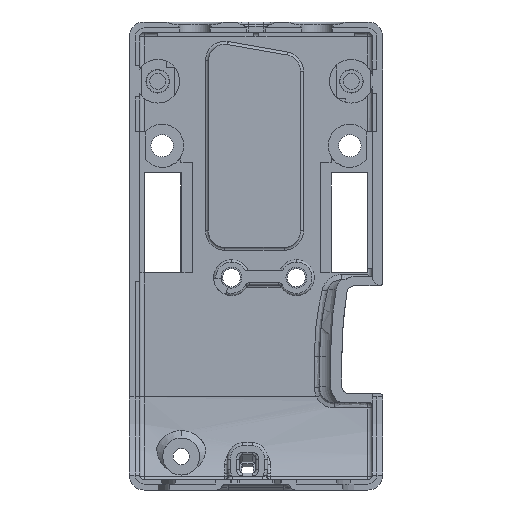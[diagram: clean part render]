
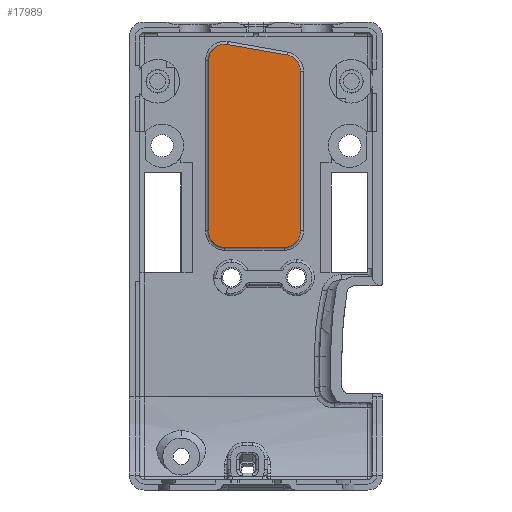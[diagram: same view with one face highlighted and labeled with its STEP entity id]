
A CAD part, front view. The second image highlights one B-rep face of the part: STEP entity #17989.
In plain terms, the highlighted planar face has unit normal (0, -1, 0).
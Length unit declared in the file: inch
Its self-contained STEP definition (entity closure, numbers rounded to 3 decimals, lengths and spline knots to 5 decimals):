
#226 = ORIENTED_EDGE ( 'NONE', *, *, #20949, .T. ) ;
#747 = PLANE ( 'NONE',  #12597 ) ;
#1270 = CARTESIAN_POINT ( 'NONE',  ( -0.20958, 0.28764, 1.61353 ) ) ;
#1420 = ORIENTED_EDGE ( 'NONE', *, *, #6544, .T. ) ;
#1621 = DIRECTION ( 'NONE',  ( 0., 0., -1. ) ) ;
#1843 = DIRECTION ( 'NONE',  ( 0., -1., 0. ) ) ;
#1927 = CARTESIAN_POINT ( 'NONE',  ( -0.20958, 0.28764, 2.75654 ) ) ;
#2008 = AXIS2_PLACEMENT_3D ( 'NONE', #19942, #13029, #7923 ) ;
#2113 = VECTOR ( 'NONE', #21427, 39.37008 ) ;
#2573 = CARTESIAN_POINT ( 'NONE',  ( -0.20958, 0.28764, 1.50353 ) ) ;
#2820 = LINE ( 'NONE', #3062, #15665 ) ;
#2957 = ORIENTED_EDGE ( 'NONE', *, *, #6387, .T. ) ;
#3062 = CARTESIAN_POINT ( 'NONE',  ( 0.00499, 0.28764, 2.83041 ) ) ;
#3099 = EDGE_CURVE ( 'NONE', #4023, #4986, #7550, .T. ) ;
#3597 = ORIENTED_EDGE ( 'NONE', *, *, #14886, .T. ) ;
#3838 = VERTEX_POINT ( 'NONE', #8880 ) ;
#4023 = VERTEX_POINT ( 'NONE', #4470 ) ;
#4197 = ORIENTED_EDGE ( 'NONE', *, *, #16075, .T. ) ;
#4228 = ORIENTED_EDGE ( 'NONE', *, *, #19552, .T. ) ;
#4470 = CARTESIAN_POINT ( 'NONE',  ( 0.29874, 0.28764, 2.68631 ) ) ;
#4986 = VERTEX_POINT ( 'NONE', #22147 ) ;
#5174 = LINE ( 'NONE', #19729, #19354 ) ;
#5712 = AXIS2_PLACEMENT_3D ( 'NONE', #22226, #13560, #10093 ) ;
#6233 = DIRECTION ( 'NONE',  ( 0., 0., -1. ) ) ;
#6387 = EDGE_CURVE ( 'NONE', #13445, #4023, #20209, .T. ) ;
#6396 = DIRECTION ( 'NONE',  ( 0., 0., -1. ) ) ;
#6544 = EDGE_CURVE ( 'NONE', #3838, #12030, #16865, .T. ) ;
#7550 = CIRCLE ( 'NONE', #5712, 0.11 ) ;
#7923 = DIRECTION ( 'NONE',  ( 0., 0., -1. ) ) ;
#8869 = DIRECTION ( 'NONE',  ( 0., 0., -1. ) ) ;
#8880 = CARTESIAN_POINT ( 'NONE',  ( -0.31958, 0.28764, 1.61353 ) ) ;
#8885 = VERTEX_POINT ( 'NONE', #20309 ) ;
#9085 = VERTEX_POINT ( 'NONE', #20662 ) ;
#9635 = DIRECTION ( 'NONE',  ( 1., 0., 0. ) ) ;
#9752 = FACE_OUTER_BOUND ( 'NONE', #22153, .T. ) ;
#10093 = DIRECTION ( 'NONE',  ( 0., 0., -1. ) ) ;
#10929 = CARTESIAN_POINT ( 'NONE',  ( -0.20958, 0.28764, 1.50353 ) ) ;
#11549 = ORIENTED_EDGE ( 'NONE', *, *, #20687, .T. ) ;
#12030 = VERTEX_POINT ( 'NONE', #10929 ) ;
#12455 = DIRECTION ( 'NONE',  ( 0., -1., 0. ) ) ;
#12597 = AXIS2_PLACEMENT_3D ( 'NONE', #15051, #16899, #6396 ) ;
#13029 = DIRECTION ( 'NONE',  ( 0., -1., 0. ) ) ;
#13311 = VECTOR ( 'NONE', #9635, 39.37008 ) ;
#13439 = CIRCLE ( 'NONE', #2008, 0.11 ) ;
#13445 = VERTEX_POINT ( 'NONE', #20105 ) ;
#13560 = DIRECTION ( 'NONE',  ( 0., -1., 0. ) ) ;
#13981 = CARTESIAN_POINT ( 'NONE',  ( -0.20958, 0.28764, 2.75654 ) ) ;
#14886 = EDGE_CURVE ( 'NONE', #8885, #17172, #16214, .T. ) ;
#15051 = CARTESIAN_POINT ( 'NONE',  ( -0.20958, 0.28764, 2.75654 ) ) ;
#15133 = VERTEX_POINT ( 'NONE', #20303 ) ;
#15240 = DIRECTION ( 'NONE',  ( 0., -1., 0. ) ) ;
#15579 = CIRCLE ( 'NONE', #15953, 0.11 ) ;
#15665 = VECTOR ( 'NONE', #19016, 39.37008 ) ;
#15784 = DIRECTION ( 'NONE',  ( 0., 0., -1. ) ) ;
#15953 = AXIS2_PLACEMENT_3D ( 'NONE', #1927, #12455, #15784 ) ;
#16075 = EDGE_CURVE ( 'NONE', #12030, #15133, #21999, .T. ) ;
#16214 = CIRCLE ( 'NONE', #22496, 0.11 ) ;
#16865 = CIRCLE ( 'NONE', #20573, 0.11 ) ;
#16899 = DIRECTION ( 'NONE',  ( 0., -1., 0. ) ) ;
#17172 = VERTEX_POINT ( 'NONE', #19984 ) ;
#17989 = ADVANCED_FACE ( 'NONE', ( #9752 ), #747, .T. ) ;
#19016 = DIRECTION ( 'NONE',  ( -0.985, 0., 0.174 ) ) ;
#19354 = VECTOR ( 'NONE', #8869, 39.37008 ) ;
#19552 = EDGE_CURVE ( 'NONE', #17172, #9085, #15579, .T. ) ;
#19729 = CARTESIAN_POINT ( 'NONE',  ( -0.31958, 0.28764, 1.61353 ) ) ;
#19911 = ORIENTED_EDGE ( 'NONE', *, *, #3099, .T. ) ;
#19942 = CARTESIAN_POINT ( 'NONE',  ( 0.18874, 0.28764, 1.61353 ) ) ;
#19984 = CARTESIAN_POINT ( 'NONE',  ( -0.20958, 0.28764, 2.86654 ) ) ;
#20105 = CARTESIAN_POINT ( 'NONE',  ( 0.29874, 0.28764, 1.61353 ) ) ;
#20209 = LINE ( 'NONE', #21208, #2113 ) ;
#20303 = CARTESIAN_POINT ( 'NONE',  ( 0.18874, 0.28764, 1.50353 ) ) ;
#20309 = CARTESIAN_POINT ( 'NONE',  ( -0.19048, 0.28764, 2.86487 ) ) ;
#20573 = AXIS2_PLACEMENT_3D ( 'NONE', #1270, #15240, #6233 ) ;
#20662 = CARTESIAN_POINT ( 'NONE',  ( -0.31958, 0.28764, 2.75654 ) ) ;
#20687 = EDGE_CURVE ( 'NONE', #9085, #3838, #5174, .T. ) ;
#20776 = EDGE_CURVE ( 'NONE', #15133, #13445, #13439, .T. ) ;
#20949 = EDGE_CURVE ( 'NONE', #4986, #8885, #2820, .T. ) ;
#21208 = CARTESIAN_POINT ( 'NONE',  ( 0.29874, 0.28764, 1.61353 ) ) ;
#21427 = DIRECTION ( 'NONE',  ( 0., 0., 1. ) ) ;
#21515 = ORIENTED_EDGE ( 'NONE', *, *, #20776, .T. ) ;
#21999 = LINE ( 'NONE', #2573, #13311 ) ;
#22147 = CARTESIAN_POINT ( 'NONE',  ( 0.20784, 0.28764, 2.79464 ) ) ;
#22153 = EDGE_LOOP ( 'NONE', ( #226, #3597, #4228, #11549, #1420, #4197, #21515, #2957, #19911 ) ) ;
#22226 = CARTESIAN_POINT ( 'NONE',  ( 0.18874, 0.28764, 2.68631 ) ) ;
#22496 = AXIS2_PLACEMENT_3D ( 'NONE', #13981, #1843, #1621 ) ;
